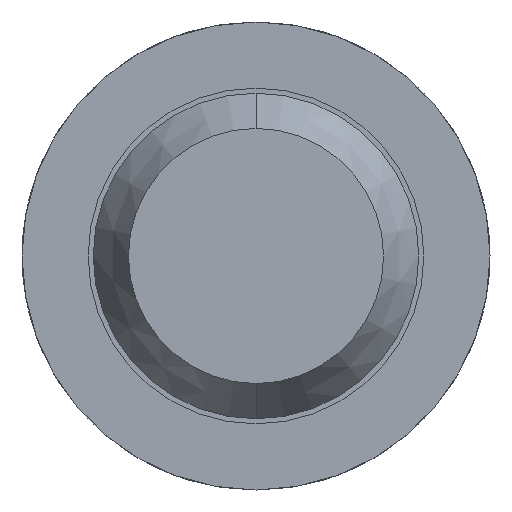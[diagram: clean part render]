
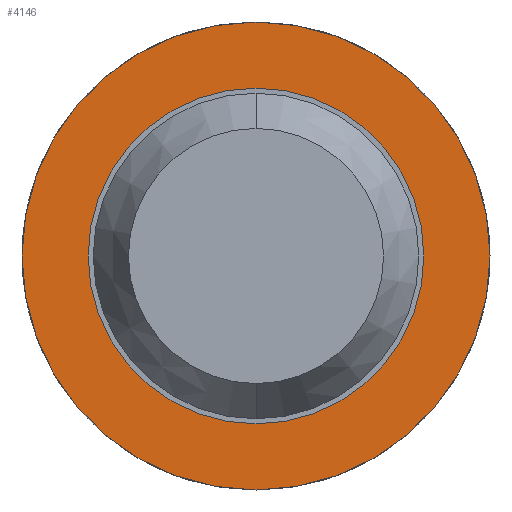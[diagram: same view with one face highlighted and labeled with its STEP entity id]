
A CAD part, front view. The second image highlights one B-rep face of the part: STEP entity #4146.
In plain terms, the highlighted planar face has unit normal (0, -1, 0).
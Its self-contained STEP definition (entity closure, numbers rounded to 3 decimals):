
#216 = VERTEX_POINT ( 'NONE', #1951 ) ;
#472 = DIRECTION ( 'NONE',  ( 0., 0., 1. ) ) ;
#537 = CARTESIAN_POINT ( 'NONE',  ( 0., -1.7, 0.825 ) ) ;
#558 = DIRECTION ( 'NONE',  ( 0., 1., 0. ) ) ;
#576 = ORIENTED_EDGE ( 'NONE', *, *, #2651, .F. ) ;
#897 = PLANE ( 'NONE',  #2313 ) ;
#913 = DIRECTION ( 'NONE',  ( 0., 0., 1. ) ) ;
#1035 = ORIENTED_EDGE ( 'NONE', *, *, #2336, .F. ) ;
#1182 = EDGE_LOOP ( 'NONE', ( #576, #1035 ) ) ;
#1226 = ORIENTED_EDGE ( 'NONE', *, *, #4361, .T. ) ;
#1241 = AXIS2_PLACEMENT_3D ( 'NONE', #2326, #1911, #472 ) ;
#1339 = AXIS2_PLACEMENT_3D ( 'NONE', #3426, #3464, #3445 ) ;
#1743 = CARTESIAN_POINT ( 'NONE',  ( 0., -1.7, -1.15 ) ) ;
#1885 = CARTESIAN_POINT ( 'NONE',  ( 0., -1.7, 0. ) ) ;
#1911 = DIRECTION ( 'NONE',  ( 0., 1., 0. ) ) ;
#1951 = CARTESIAN_POINT ( 'NONE',  ( 0., -1.7, 1.15 ) ) ;
#2019 = DIRECTION ( 'NONE',  ( 0., 0., 1. ) ) ;
#2229 = CIRCLE ( 'NONE', #3810, 1.15 ) ;
#2258 = DIRECTION ( 'NONE',  ( 0., 0., 1. ) ) ;
#2313 = AXIS2_PLACEMENT_3D ( 'NONE', #3494, #3881, #2019 ) ;
#2326 = CARTESIAN_POINT ( 'NONE',  ( 0., -1.7, 0. ) ) ;
#2336 = EDGE_CURVE ( 'Defeature ausgef�hrt1_6+Defeature ausgef�hrt1_13+Defeature ausgef�hrt1_13+Defeature ausgef�hrt1_13', #3725, #216, #4103, .T. ) ;
#2400 = CIRCLE ( 'NONE', #1339, 0.825 ) ;
#2587 = EDGE_CURVE ( 'Defeature ausgef�hrt1_13+Defeature ausgef�hrt1_12+Defeature ausgef�hrt1_12+Defeature ausgef�hrt1_12', #3688, #3210, #2400, .T. ) ;
#2651 = EDGE_CURVE ( 'Defeature ausgef�hrt1_6+Defeature ausgef�hrt1_13+Defeature ausgef�hrt1_13+Defeature ausgef�hrt1_13', #216, #3725, #2229, .T. ) ;
#2807 = CIRCLE ( 'NONE', #3854, 0.825 ) ;
#3210 = VERTEX_POINT ( 'NONE', #537 ) ;
#3426 = CARTESIAN_POINT ( 'NONE',  ( 0., -1.7, 0. ) ) ;
#3445 = DIRECTION ( 'NONE',  ( 0., 0., 1. ) ) ;
#3464 = DIRECTION ( 'NONE',  ( 0., 1., 0. ) ) ;
#3494 = CARTESIAN_POINT ( 'NONE',  ( 0.825, -1.7, 0. ) ) ;
#3688 = VERTEX_POINT ( 'NONE', #3928 ) ;
#3725 = VERTEX_POINT ( 'NONE', #1743 ) ;
#3748 = EDGE_LOOP ( 'NONE', ( #1226, #4153 ) ) ;
#3782 = FACE_BOUND ( 'NONE', #3748, .T. ) ;
#3810 = AXIS2_PLACEMENT_3D ( 'NONE', #4603, #558, #913 ) ;
#3854 = AXIS2_PLACEMENT_3D ( 'NONE', #1885, #4478, #2258 ) ;
#3881 = DIRECTION ( 'NONE',  ( 0., 1., 0. ) ) ;
#3928 = CARTESIAN_POINT ( 'NONE',  ( 0., -1.7, -0.825 ) ) ;
#4103 = CIRCLE ( 'NONE', #1241, 1.15 ) ;
#4146 = ADVANCED_FACE ( 'Defeature ausgef�hrt1_13', ( #4780, #3782 ), #897, .F. ) ;
#4153 = ORIENTED_EDGE ( 'NONE', *, *, #2587, .T. ) ;
#4361 = EDGE_CURVE ( 'Defeature ausgef�hrt1_13+Defeature ausgef�hrt1_12+Defeature ausgef�hrt1_12+Defeature ausgef�hrt1_12', #3210, #3688, #2807, .T. ) ;
#4478 = DIRECTION ( 'NONE',  ( 0., 1., 0. ) ) ;
#4603 = CARTESIAN_POINT ( 'NONE',  ( 0., -1.7, 0. ) ) ;
#4780 = FACE_OUTER_BOUND ( 'NONE', #1182, .T. ) ;
